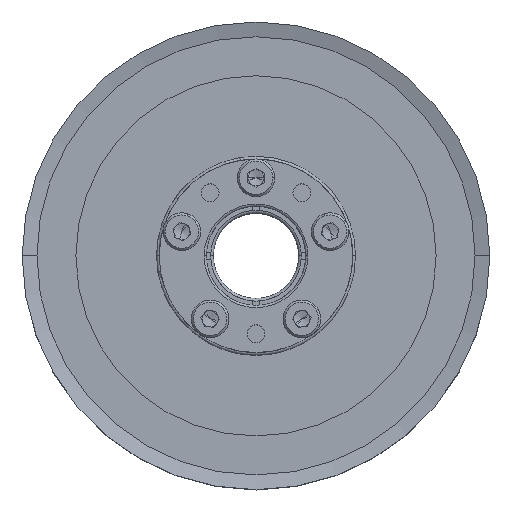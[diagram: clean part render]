
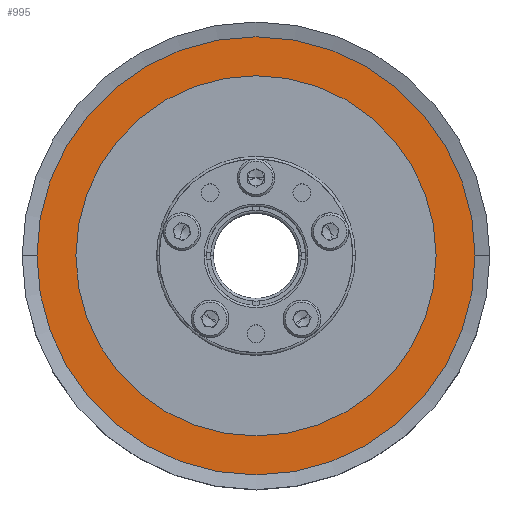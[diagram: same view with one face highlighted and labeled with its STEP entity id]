
A CAD part, top view. The second image highlights one B-rep face of the part: STEP entity #995.
In plain terms, the highlighted planar face has unit normal (0, 0, 1).
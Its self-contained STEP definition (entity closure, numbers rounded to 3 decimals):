
#99 = CARTESIAN_POINT ( 'NONE',  ( 0., 0., 31.1 ) ) ;
#584 = CIRCLE ( 'NONE', #2002, 40.75 ) ;
#995 = ADVANCED_FACE ( 'NONE', ( #1128, #6889 ), #3571, .T. ) ;
#1128 = FACE_OUTER_BOUND ( 'NONE', #8535, .T. ) ;
#1232 = CARTESIAN_POINT ( 'NONE',  ( 40.75, 0., 31.1 ) ) ;
#2002 = AXIS2_PLACEMENT_3D ( 'NONE', #7557, #12302, #4103 ) ;
#2250 = DIRECTION ( 'NONE',  ( 1., 0., 0. ) ) ;
#2412 = CARTESIAN_POINT ( 'NONE',  ( 33.5, 0., 31.1 ) ) ;
#2838 = VERTEX_POINT ( 'NONE', #12755 ) ;
#3275 = CARTESIAN_POINT ( 'NONE',  ( 0., 0., 31.1 ) ) ;
#3419 = EDGE_CURVE ( 'NONE', #8986, #12719, #6215, .T. ) ;
#3571 = PLANE ( 'NONE',  #8027 ) ;
#3856 = AXIS2_PLACEMENT_3D ( 'NONE', #8445, #14146, #7626 ) ;
#4103 = DIRECTION ( 'NONE',  ( 1., 0., 0. ) ) ;
#4654 = EDGE_LOOP ( 'NONE', ( #10505, #5668 ) ) ;
#4724 = ORIENTED_EDGE ( 'NONE', *, *, #4842, .T. ) ;
#4842 = EDGE_CURVE ( 'NONE', #12719, #8986, #584, .T. ) ;
#5135 = ORIENTED_EDGE ( 'NONE', *, *, #3419, .T. ) ;
#5595 = CARTESIAN_POINT ( 'NONE',  ( 0., 0., 31.1 ) ) ;
#5652 = DIRECTION ( 'NONE',  ( 1., 0., 0. ) ) ;
#5668 = ORIENTED_EDGE ( 'NONE', *, *, #7942, .T. ) ;
#6215 = CIRCLE ( 'NONE', #3856, 40.75 ) ;
#6889 = FACE_BOUND ( 'NONE', #4654, .T. ) ;
#7397 = AXIS2_PLACEMENT_3D ( 'NONE', #5595, #10981, #2250 ) ;
#7557 = CARTESIAN_POINT ( 'NONE',  ( 0., 0., 31.1 ) ) ;
#7626 = DIRECTION ( 'NONE',  ( 1., 0., 0. ) ) ;
#7942 = EDGE_CURVE ( 'NONE', #2838, #9881, #9924, .T. ) ;
#8027 = AXIS2_PLACEMENT_3D ( 'NONE', #99, #9309, #5652 ) ;
#8445 = CARTESIAN_POINT ( 'NONE',  ( 0., 0., 31.1 ) ) ;
#8535 = EDGE_LOOP ( 'NONE', ( #5135, #4724 ) ) ;
#8947 = DIRECTION ( 'NONE',  ( 1., 0., 0. ) ) ;
#8986 = VERTEX_POINT ( 'NONE', #1232 ) ;
#9309 = DIRECTION ( 'NONE',  ( 0., 0., 1. ) ) ;
#9881 = VERTEX_POINT ( 'NONE', #2412 ) ;
#9924 = CIRCLE ( 'NONE', #13486, 33.5 ) ;
#10505 = ORIENTED_EDGE ( 'NONE', *, *, #11381, .T. ) ;
#10964 = DIRECTION ( 'NONE',  ( 0., 0., -1. ) ) ;
#10980 = CARTESIAN_POINT ( 'NONE',  ( -40.75, 0., 31.1 ) ) ;
#10981 = DIRECTION ( 'NONE',  ( 0., 0., -1. ) ) ;
#11381 = EDGE_CURVE ( 'NONE', #9881, #2838, #12594, .T. ) ;
#12302 = DIRECTION ( 'NONE',  ( 0., 0., 1. ) ) ;
#12594 = CIRCLE ( 'NONE', #7397, 33.5 ) ;
#12719 = VERTEX_POINT ( 'NONE', #10980 ) ;
#12755 = CARTESIAN_POINT ( 'NONE',  ( -33.5, 0., 31.1 ) ) ;
#13486 = AXIS2_PLACEMENT_3D ( 'NONE', #3275, #10964, #8947 ) ;
#14146 = DIRECTION ( 'NONE',  ( 0., 0., 1. ) ) ;
